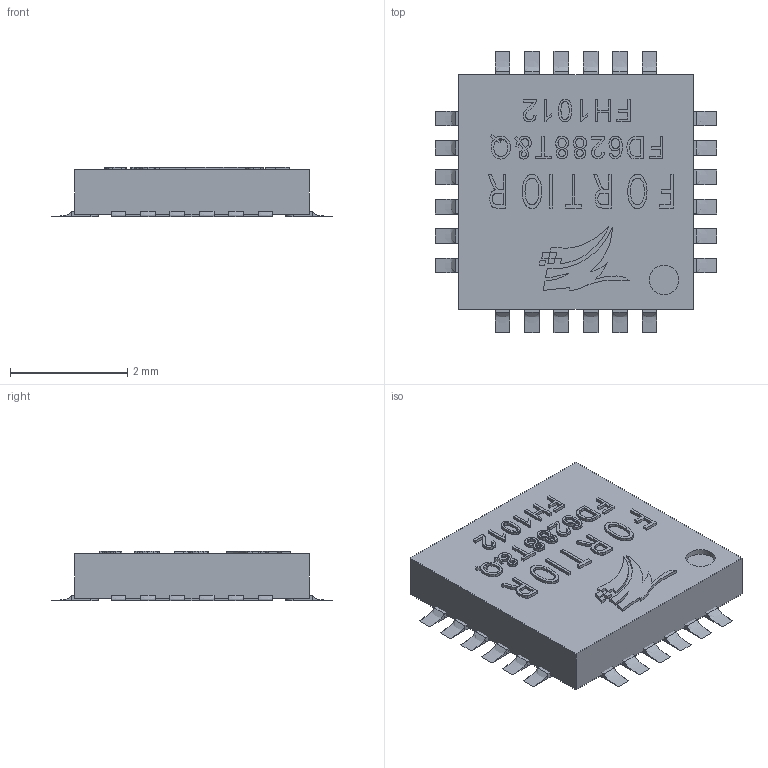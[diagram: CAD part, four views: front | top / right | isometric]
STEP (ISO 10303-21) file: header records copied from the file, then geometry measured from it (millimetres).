
FILE_DESCRIPTION(('STEP AP203'), '1');
FILE_NAME('QFN-24', '', ('UNSPECIFIED'), ('UNSPECIFIED'), 'C3D Converter', 'C3D Toolkit', '');
FILE_SCHEMA(('CONFIG_CONTROL_DESIGN'));
Length unit declared in the file: millimetre
Products named in the file (6): ASSEMBLY; ThermalPin; PinsArrayLR; PinsArrayTB
Assembly tree (5 placements, depth 2):
  ASSEMBLY
    ThermalPin
    PinsArrayLR
    PinsArrayTB
    (unnamed)
    (unnamed)
Bounding box: 4.8 x 4.8 x 0.85 mm (x, y, z)
Volume: 1.3 mm3; surface area: 89.3 mm2
Topology: 76 solids, 77 shells, 1275 faces, 3257 edges, 2152 vertices
Faces by surface type: extrusion 647, plane 603, cylinder 25
Full cylindrical faces by diameter (mm): 0.5 x1
Entity records: 47067 total; most frequent: CARTESIAN_POINT 11674, ORIENTED_EDGE 6485, DIRECTION 3902, EDGE_CURVE 3255, VECTOR 2534, VERTEX_POINT 2153, B_SPLINE_CURVE_WITH_KNOTS 1965, LINE 1887
